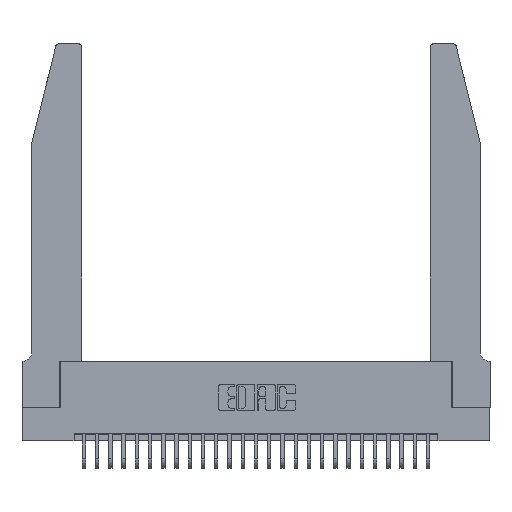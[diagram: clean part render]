
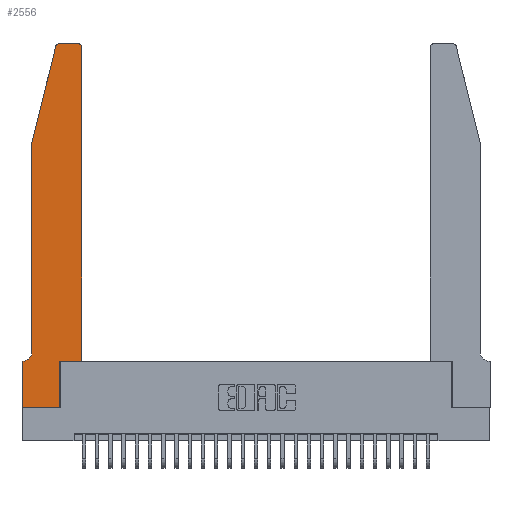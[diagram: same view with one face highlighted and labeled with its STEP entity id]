
A CAD part, top view. The second image highlights one B-rep face of the part: STEP entity #2556.
In plain terms, the highlighted planar face has unit normal (0, 0, 1).
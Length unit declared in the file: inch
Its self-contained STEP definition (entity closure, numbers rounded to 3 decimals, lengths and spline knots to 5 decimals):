
#174 = CARTESIAN_POINT ( 'NONE',  ( 0.284, 2.75, 0.37 ) ) ;
#1116 = VERTEX_POINT ( 'NONE', #10496 ) ;
#1424 = VERTEX_POINT ( 'NONE', #174 ) ;
#1547 = DIRECTION ( 'NONE',  ( 0., 0., 1. ) ) ;
#1561 = CARTESIAN_POINT ( 'NONE',  ( 0.4505, 0.35, 0.37 ) ) ;
#1641 = DIRECTION ( 'NONE',  ( 1., 0., 0. ) ) ;
#2556 = ADVANCED_FACE ( 'NONE', ( #11239 ), #7329, .T. ) ;
#2652 = VECTOR ( 'NONE', #16822, 39.37008 ) ;
#2703 = VERTEX_POINT ( 'NONE', #6208 ) ;
#3969 = EDGE_CURVE ( 'NONE', #26890, #19704, #9700, .T. ) ;
#4005 = CARTESIAN_POINT ( 'NONE',  ( 0.0755, 2., 0.37 ) ) ;
#4481 = DIRECTION ( 'NONE',  ( 0., 1., 0. ) ) ;
#4569 = DIRECTION ( 'NONE',  ( -1., 0., 0. ) ) ;
#4576 = DIRECTION ( 'NONE',  ( 0., 0., -1. ) ) ;
#5159 = CIRCLE ( 'NONE', #12710, 0.03 ) ;
#5513 = DIRECTION ( 'NONE',  ( 1., 0., 0. ) ) ;
#6146 = AXIS2_PLACEMENT_3D ( 'NONE', #24324, #1547, #1641 ) ;
#6208 = CARTESIAN_POINT ( 'NONE',  ( 0.0755, 2., 0.37 ) ) ;
#6434 = CARTESIAN_POINT ( 'NONE',  ( 0.0055, 0.35, 0.37 ) ) ;
#6507 = VERTEX_POINT ( 'NONE', #7528 ) ;
#6670 = EDGE_CURVE ( 'NONE', #15792, #26890, #13059, .T. ) ;
#6988 = ORIENTED_EDGE ( 'NONE', *, *, #18898, .T. ) ;
#7134 = VERTEX_POINT ( 'NONE', #23441 ) ;
#7156 = EDGE_CURVE ( 'NONE', #2703, #6507, #26992, .T. ) ;
#7329 = PLANE ( 'NONE',  #6146 ) ;
#7528 = CARTESIAN_POINT ( 'NONE',  ( 0.0755, 0.42, 0.37 ) ) ;
#8134 = CARTESIAN_POINT ( 'NONE',  ( 0.0755, 2., 0.37 ) ) ;
#8595 = DIRECTION ( 'NONE',  ( -0.239, -0.971, 0. ) ) ;
#9700 = LINE ( 'NONE', #18316, #23253 ) ;
#10496 = CARTESIAN_POINT ( 'NONE',  ( 0., 0.35, 0.37 ) ) ;
#10716 = VECTOR ( 'NONE', #21864, 39.37008 ) ;
#11187 = ORIENTED_EDGE ( 'NONE', *, *, #19262, .T. ) ;
#11239 = FACE_OUTER_BOUND ( 'NONE', #21971, .T. ) ;
#11347 = CARTESIAN_POINT ( 'NONE',  ( 0.2605, 2.75, 0.37 ) ) ;
#11511 = EDGE_CURVE ( 'NONE', #1424, #22847, #26030, .T. ) ;
#11581 = VECTOR ( 'NONE', #26859, 39.37008 ) ;
#11641 = VECTOR ( 'NONE', #8595, 39.37008 ) ;
#11664 = ORIENTED_EDGE ( 'NONE', *, *, #13577, .T. ) ;
#11868 = CARTESIAN_POINT ( 'NONE',  ( 0.284, 2.72, 0.37 ) ) ;
#12457 = VERTEX_POINT ( 'NONE', #1561 ) ;
#12710 = AXIS2_PLACEMENT_3D ( 'NONE', #16968, #14970, #5513 ) ;
#13059 = LINE ( 'NONE', #19064, #24850 ) ;
#13577 = EDGE_CURVE ( 'NONE', #19195, #7134, #5159, .T. ) ;
#13649 = ORIENTED_EDGE ( 'NONE', *, *, #7156, .T. ) ;
#14970 = DIRECTION ( 'NONE',  ( 0., 0., 1. ) ) ;
#15521 = CARTESIAN_POINT ( 'NONE',  ( 0.0755, 0.35, 0.37 ) ) ;
#15555 = LINE ( 'NONE', #21978, #23059 ) ;
#15792 = VERTEX_POINT ( 'NONE', #24096 ) ;
#15839 = CARTESIAN_POINT ( 'NONE',  ( 0.4505, 2.72, 0.37 ) ) ;
#16288 = CARTESIAN_POINT ( 'NONE',  ( 0.0055, 0.42, 0.37 ) ) ;
#16822 = DIRECTION ( 'NONE',  ( 1., 0., 0. ) ) ;
#16968 = CARTESIAN_POINT ( 'NONE',  ( 0.4205, 2.72, 0.37 ) ) ;
#17109 = LINE ( 'NONE', #21961, #10716 ) ;
#17177 = EDGE_CURVE ( 'NONE', #6507, #29308, #22506, .T. ) ;
#17302 = LINE ( 'NONE', #28269, #2652 ) ;
#17394 = CARTESIAN_POINT ( 'NONE',  ( 0.2865, 0.35, 0.37 ) ) ;
#17609 = DIRECTION ( 'NONE',  ( 0., -1., 0. ) ) ;
#18316 = CARTESIAN_POINT ( 'NONE',  ( 0.2865, 0.35, 0.37 ) ) ;
#18839 = DIRECTION ( 'NONE',  ( 1., 0., 0. ) ) ;
#18898 = EDGE_CURVE ( 'NONE', #19704, #12457, #17302, .T. ) ;
#19064 = CARTESIAN_POINT ( 'NONE',  ( 0., 0., 0.37 ) ) ;
#19128 = EDGE_CURVE ( 'NONE', #29308, #1116, #29174, .T. ) ;
#19195 = VERTEX_POINT ( 'NONE', #15839 ) ;
#19262 = EDGE_CURVE ( 'NONE', #7134, #1424, #27010, .T. ) ;
#19704 = VERTEX_POINT ( 'NONE', #17394 ) ;
#19939 = ORIENTED_EDGE ( 'NONE', *, *, #6670, .T. ) ;
#20611 = ORIENTED_EDGE ( 'NONE', *, *, #29608, .T. ) ;
#20633 = DIRECTION ( 'NONE',  ( -1., 0., 0. ) ) ;
#20929 = ORIENTED_EDGE ( 'NONE', *, *, #3969, .T. ) ;
#21296 = ORIENTED_EDGE ( 'NONE', *, *, #25249, .T. ) ;
#21864 = DIRECTION ( 'NONE',  ( 0., 1., 0. ) ) ;
#21961 = CARTESIAN_POINT ( 'NONE',  ( 0.4505, 0.35, 0.37 ) ) ;
#21971 = EDGE_LOOP ( 'NONE', ( #11187, #24120, #21296, #13649, #27980, #24490, #26269, #19939, #20929, #6988, #20611, #11664 ) ) ;
#21978 = CARTESIAN_POINT ( 'NONE',  ( 0., 0., 0.37 ) ) ;
#22506 = CIRCLE ( 'NONE', #26216, 0.07 ) ;
#22562 = AXIS2_PLACEMENT_3D ( 'NONE', #11868, #27976, #18839 ) ;
#22700 = VECTOR ( 'NONE', #17609, 39.37008 ) ;
#22847 = VERTEX_POINT ( 'NONE', #23301 ) ;
#23007 = VECTOR ( 'NONE', #4569, 39.37008 ) ;
#23059 = VECTOR ( 'NONE', #28395, 39.37008 ) ;
#23253 = VECTOR ( 'NONE', #4481, 39.37008 ) ;
#23301 = CARTESIAN_POINT ( 'NONE',  ( 0.25487, 2.72718, 0.37 ) ) ;
#23441 = CARTESIAN_POINT ( 'NONE',  ( 0.4205, 2.75, 0.37 ) ) ;
#23442 = DIRECTION ( 'NONE',  ( 1., 0., 0. ) ) ;
#24096 = CARTESIAN_POINT ( 'NONE',  ( 0., 0., 0.37 ) ) ;
#24120 = ORIENTED_EDGE ( 'NONE', *, *, #11511, .T. ) ;
#24324 = CARTESIAN_POINT ( 'NONE',  ( 0., 0.35, 0.37 ) ) ;
#24490 = ORIENTED_EDGE ( 'NONE', *, *, #19128, .T. ) ;
#24850 = VECTOR ( 'NONE', #23442, 39.37008 ) ;
#25092 = EDGE_CURVE ( 'NONE', #1116, #15792, #15555, .T. ) ;
#25249 = EDGE_CURVE ( 'NONE', #22847, #2703, #26304, .T. ) ;
#26030 = CIRCLE ( 'NONE', #22562, 0.03 ) ;
#26216 = AXIS2_PLACEMENT_3D ( 'NONE', #16288, #4576, #20633 ) ;
#26269 = ORIENTED_EDGE ( 'NONE', *, *, #25092, .T. ) ;
#26304 = LINE ( 'NONE', #4005, #11641 ) ;
#26859 = DIRECTION ( 'NONE',  ( -1., 0., 0. ) ) ;
#26890 = VERTEX_POINT ( 'NONE', #28981 ) ;
#26992 = LINE ( 'NONE', #8134, #22700 ) ;
#27010 = LINE ( 'NONE', #11347, #23007 ) ;
#27976 = DIRECTION ( 'NONE',  ( 0., 0., 1. ) ) ;
#27980 = ORIENTED_EDGE ( 'NONE', *, *, #17177, .T. ) ;
#28269 = CARTESIAN_POINT ( 'NONE',  ( 0.4505, 0.35, 0.37 ) ) ;
#28395 = DIRECTION ( 'NONE',  ( 0., -1., 0. ) ) ;
#28981 = CARTESIAN_POINT ( 'NONE',  ( 0.2865, 0., 0.37 ) ) ;
#29174 = LINE ( 'NONE', #15521, #11581 ) ;
#29308 = VERTEX_POINT ( 'NONE', #6434 ) ;
#29608 = EDGE_CURVE ( 'NONE', #12457, #19195, #17109, .T. ) ;
